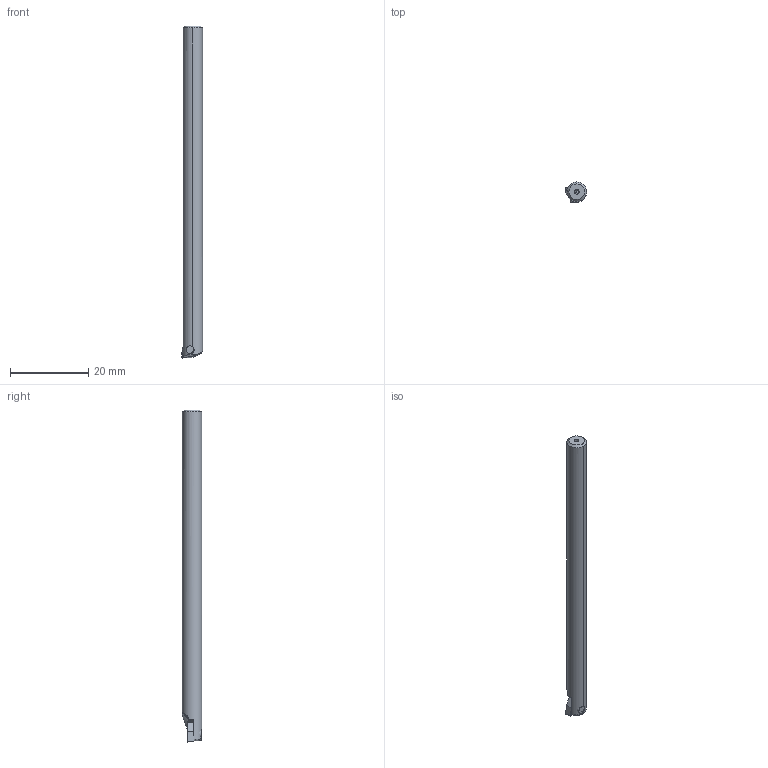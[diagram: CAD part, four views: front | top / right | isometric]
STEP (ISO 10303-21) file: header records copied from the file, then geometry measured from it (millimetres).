
FILE_DESCRIPTION(('no description'),'unknown implementation level');
FILE_NAME('4BC1AF13-28B6-4605-B39C-D08F0E3F956C_export.stp',' ',('CIMSOURCE GmbH'),('CADClick - KiM GmbH - www.kimweb.de'),'unknown preprocess','ACIS','unknown authorization');
FILE_SCHEMA(('automotive_design'));
Length unit declared in the file: millimetre
Products named in the file (3): 615.201 Kaiser E6 WC02 X D5 X 85HM|655.603 Kaiser WCGT 020102 K10C;Schnitt-Rotation1; 615.201 Kaiser E6 WC02 X D5 X 85HM|694.101 Kaiser ETL M2x3.6 T6 IP 10S;Kreismuster1; 615.201 Kaiser E6 WC02 X D5 X 85HM|615.201 Kaiser E6 WC02 X D5 X 85HM;Verrundung2
Bounding box: 5.4 x 5 x 85 mm (x, y, z)
Volume: 1537 mm3; surface area: 1739.3 mm2
Topology: 3 solids, 3 shells, 80 faces, 206 edges, 131 vertices
Faces by surface type: cylinder 35, plane 21, cone 16, torus 7, bspline 1
Entity records: 6655 total; most frequent: CARTESIAN_POINT 2236, DIRECTION 460, STYLED_ITEM 420, PRESENTATION_STYLE_ASSIGNMENT 420, COLOUR_RGB 420, ORIENTED_EDGE 412, EDGE_CURVE 206, CURVE_STYLE 206
